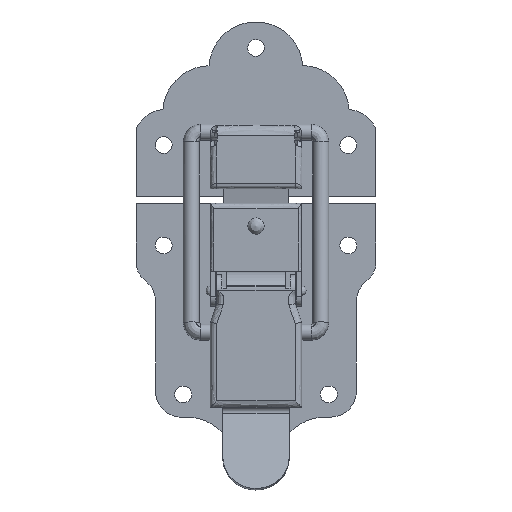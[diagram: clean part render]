
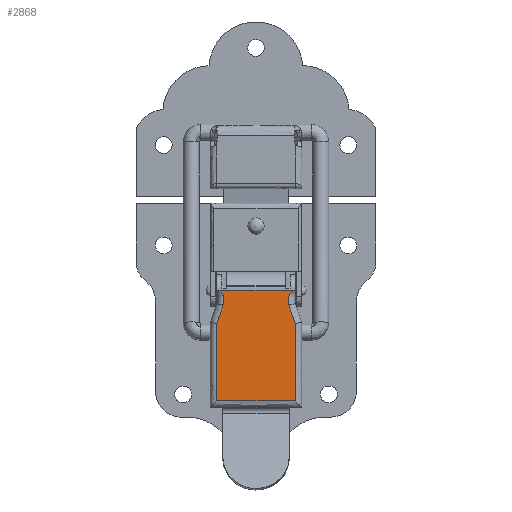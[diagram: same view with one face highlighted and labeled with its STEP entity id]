
A CAD part, front view. The second image highlights one B-rep face of the part: STEP entity #2868.
In plain terms, the highlighted free-form (B-spline) face has degree [1, 1] with [2, 2] control points.
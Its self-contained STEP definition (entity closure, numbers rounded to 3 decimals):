
#1280=CARTESIAN_POINT('',(12.1,-5.1,-34.0));
#1281=VERTEX_POINT('',#1280);
#1297=CARTESIAN_POINT('',(-12.1,-5.1,-34.0));
#1298=VERTEX_POINT('',#1297);
#1299=CARTESIAN_POINT('',(-12.1,-5.1,-34.0));
#1300=CARTESIAN_POINT('',(12.1,-5.1,-34.0));
#1301=QUASI_UNIFORM_CURVE('',1,(#1299,#1300),.UNSPECIFIED.,.F.,.U.);
#1302=EDGE_CURVE('',#1298,#1281,#1301,.T.);
#1446=CARTESIAN_POINT('',(10.1,-5.1,-4.339));
#1447=VERTEX_POINT('',#1446);
#1493=CARTESIAN_POINT('',(12.1,-5.1,0.25));
#1494=VERTEX_POINT('',#1493);
#1502=CARTESIAN_POINT('',(10.1,-5.1,-2.045));
#1503=VERTEX_POINT('',#1502);
#1504=CARTESIAN_POINT('',(10.1,-5.1,-2.045));
#1505=CARTESIAN_POINT('',(10.1,-5.1,-1.988));
#1506=CARTESIAN_POINT('',(10.1,-5.1,-1.932));
#1507=CARTESIAN_POINT('',(10.1,-5.1,-1.875));
#1508=CARTESIAN_POINT('',(10.1,-5.1,-1.167));
#1509=CARTESIAN_POINT('',(11.1,-5.1,-0.458));
#1510=CARTESIAN_POINT('',(12.1,-5.1,0.25));
#1511=B_SPLINE_CURVE_WITH_KNOTS('',3,(#1504,#1505,#1506,#1507,#1508,#1509,#1510),.UNSPECIFIED.,.F.,.U.,(4,3,4),(0.833,0.846,1.0),.UNSPECIFIED.);
#1512=EDGE_CURVE('',#1503,#1494,#1511,.T.);
#1514=CARTESIAN_POINT('',(10.1,-5.1,-4.339));
#1515=CARTESIAN_POINT('',(10.1,-5.1,-3.574));
#1516=CARTESIAN_POINT('',(10.1,-5.1,-2.809));
#1517=CARTESIAN_POINT('',(10.1,-5.1,-2.045));
#1518=B_SPLINE_CURVE_WITH_KNOTS('',3,(#1514,#1515,#1516,#1517),.UNSPECIFIED.,.F.,.U.,(4,4),(0.667,0.833),.UNSPECIFIED.);
#1519=EDGE_CURVE('',#1447,#1503,#1518,.T.);
#1538=CARTESIAN_POINT('',(12.1,-5.1,-10.066));
#1539=VERTEX_POINT('',#1538);
#1563=CARTESIAN_POINT('',(12.1,-5.1,-10.066));
#1564=CARTESIAN_POINT('',(10.1,-5.1,-4.339));
#1565=QUASI_UNIFORM_CURVE('',1,(#1563,#1564),.UNSPECIFIED.,.F.,.U.);
#1566=EDGE_CURVE('',#1539,#1447,#1565,.T.);
#1585=CARTESIAN_POINT('',(12.1,-5.1,-34.0));
#1586=CARTESIAN_POINT('',(12.1,-5.1,-10.066));
#1587=QUASI_UNIFORM_CURVE('',1,(#1585,#1586),.UNSPECIFIED.,.F.,.U.);
#1588=EDGE_CURVE('',#1281,#1539,#1587,.T.);
#1629=CARTESIAN_POINT('',(-10.1,-5.1,-2.045));
#1630=VERTEX_POINT('',#1629);
#1631=CARTESIAN_POINT('',(-10.1,-5.1,-4.339));
#1632=VERTEX_POINT('',#1631);
#1633=CARTESIAN_POINT('',(-10.1,-5.1,-2.045));
#1634=CARTESIAN_POINT('',(-10.1,-5.1,-2.809));
#1635=CARTESIAN_POINT('',(-10.1,-5.1,-3.574));
#1636=CARTESIAN_POINT('',(-10.1,-5.1,-4.339));
#1637=B_SPLINE_CURVE_WITH_KNOTS('',3,(#1633,#1634,#1635,#1636),.UNSPECIFIED.,.F.,.U.,(4,4),(0.167,0.333),.UNSPECIFIED.);
#1638=EDGE_CURVE('',#1630,#1632,#1637,.T.);
#1640=CARTESIAN_POINT('',(-12.1,-5.1,0.25));
#1641=VERTEX_POINT('',#1640);
#1642=CARTESIAN_POINT('',(-12.1,-5.1,0.25));
#1643=CARTESIAN_POINT('',(-11.1,-5.1,-0.458));
#1644=CARTESIAN_POINT('',(-10.1,-5.1,-1.167));
#1645=CARTESIAN_POINT('',(-10.1,-5.1,-1.875));
#1646=CARTESIAN_POINT('',(-10.1,-5.1,-1.932));
#1647=CARTESIAN_POINT('',(-10.1,-5.1,-1.988));
#1648=CARTESIAN_POINT('',(-10.1,-5.1,-2.045));
#1649=B_SPLINE_CURVE_WITH_KNOTS('',3,(#1642,#1643,#1644,#1645,#1646,#1647,#1648),.UNSPECIFIED.,.F.,.U.,(4,3,4),(0.0,0.154,0.167),.UNSPECIFIED.);
#1650=EDGE_CURVE('',#1641,#1630,#1649,.T.);
#1723=CARTESIAN_POINT('',(-12.1,-5.1,-10.067));
#1724=VERTEX_POINT('',#1723);
#1738=CARTESIAN_POINT('',(-10.1,-5.1,-4.339));
#1739=CARTESIAN_POINT('',(-12.1,-5.1,-10.067));
#1740=QUASI_UNIFORM_CURVE('',1,(#1738,#1739),.UNSPECIFIED.,.F.,.U.);
#1741=EDGE_CURVE('',#1632,#1724,#1740,.T.);
#1772=CARTESIAN_POINT('',(-12.1,-5.1,-10.067));
#1773=CARTESIAN_POINT('',(-12.1,-5.1,-34.0));
#1774=QUASI_UNIFORM_CURVE('',1,(#1772,#1773),.UNSPECIFIED.,.F.,.U.);
#1775=EDGE_CURVE('',#1724,#1298,#1774,.T.);
#2841=CARTESIAN_POINT('',(12.1,-5.1,0.25));
#2842=CARTESIAN_POINT('',(-12.1,-5.1,0.25));
#2843=QUASI_UNIFORM_CURVE('',1,(#2841,#2842),.UNSPECIFIED.,.F.,.U.);
#2844=EDGE_CURVE('',#1494,#1641,#2843,.T.);
#2851=CARTESIAN_POINT('',(-13.309,-5.1,1.961));
#2852=CARTESIAN_POINT('',(-13.309,-5.1,-35.711));
#2853=CARTESIAN_POINT('',(13.309,-5.1,1.961));
#2854=CARTESIAN_POINT('',(13.309,-5.1,-35.711));
#2855=B_SPLINE_SURFACE_WITH_KNOTS('',1,1,((#2851,#2853),(#2852,#2854)),.UNSPECIFIED.,.F.,.F.,.U.,(2,2),(2,2),(0.0,37.672),(0.0,26.618),.UNSPECIFIED.);
#2856=ORIENTED_EDGE('',*,*,#1775,.T.);
#2857=ORIENTED_EDGE('',*,*,#1302,.T.);
#2858=ORIENTED_EDGE('',*,*,#1588,.T.);
#2859=ORIENTED_EDGE('',*,*,#1566,.T.);
#2860=ORIENTED_EDGE('',*,*,#1519,.T.);
#2861=ORIENTED_EDGE('',*,*,#1512,.T.);
#2862=ORIENTED_EDGE('',*,*,#2844,.T.);
#2863=ORIENTED_EDGE('',*,*,#1650,.T.);
#2864=ORIENTED_EDGE('',*,*,#1638,.T.);
#2865=ORIENTED_EDGE('',*,*,#1741,.T.);
#2866=EDGE_LOOP('',(#2856,#2857,#2858,#2859,#2860,#2861,#2862,#2863,#2864,#2865));
#2867=FACE_OUTER_BOUND('',#2866,.T.);
#2868=ADVANCED_FACE('',(#2867),#2855,.T.);
